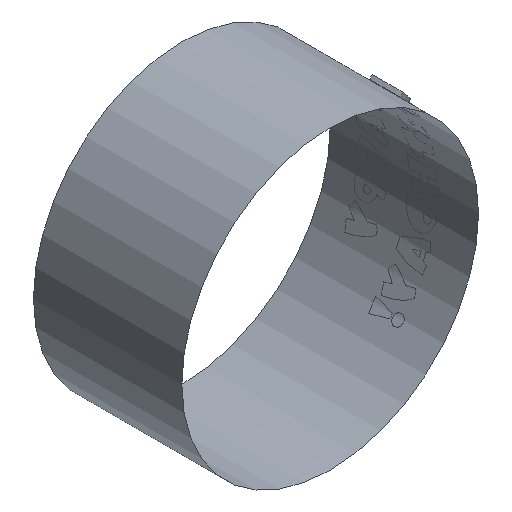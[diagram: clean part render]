
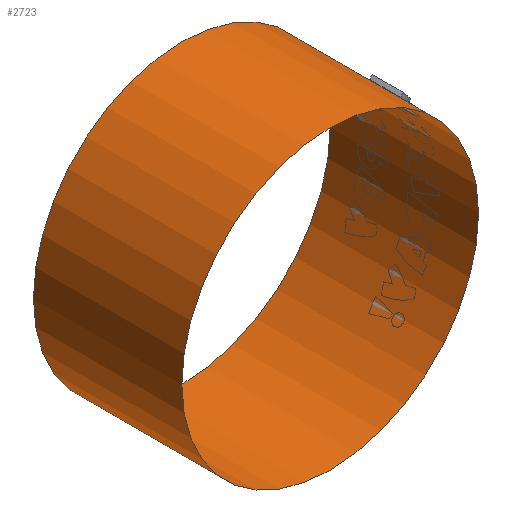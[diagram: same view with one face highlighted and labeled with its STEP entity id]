
A CAD part, isometric view. The second image highlights one B-rep face of the part: STEP entity #2723.
In plain terms, the highlighted cylindrical face has radius 110 mm (diameter 220 mm), a full revolution.
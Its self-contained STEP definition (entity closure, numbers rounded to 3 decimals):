
#38=CIRCLE('',#2798,110.);
#39=CIRCLE('',#2799,110.);
#203=LINE('',#8574,#336);
#336=VECTOR('',#3010,110.);
#629=FACE_OUTER_BOUND('',#808,.T.);
#808=EDGE_LOOP('',(#2526,#2527,#2528,#2529));
#1333=VERTEX_POINT('',#8571);
#1334=VERTEX_POINT('',#8573);
#1731=EDGE_CURVE('',#1333,#1333,#38,.T.);
#1732=EDGE_CURVE('',#1333,#1334,#203,.T.);
#1733=EDGE_CURVE('',#1334,#1334,#39,.T.);
#2526=ORIENTED_EDGE('',*,*,#1731,.T.);
#2527=ORIENTED_EDGE('',*,*,#1732,.T.);
#2528=ORIENTED_EDGE('',*,*,#1733,.T.);
#2529=ORIENTED_EDGE('',*,*,#1732,.F.);
#2560=CYLINDRICAL_SURFACE('',#2797,110.);
#2723=ADVANCED_FACE('',(#629),#2560,.T.);
#2797=AXIS2_PLACEMENT_3D('',#8570,#3006,#3007);
#2798=AXIS2_PLACEMENT_3D('',#8572,#3008,#3009);
#2799=AXIS2_PLACEMENT_3D('',#8575,#3011,#3012);
#3006=DIRECTION('center_axis',(0.,-1.,0.));
#3007=DIRECTION('ref_axis',(0.,0.,1.));
#3008=DIRECTION('center_axis',(0.,1.,0.));
#3009=DIRECTION('ref_axis',(0.,0.,1.));
#3010=DIRECTION('',(0.,1.,0.));
#3011=DIRECTION('center_axis',(0.,-1.,0.));
#3012=DIRECTION('ref_axis',(0.,0.,1.));
#8570=CARTESIAN_POINT('Origin',(0.,55.,0.));
#8571=CARTESIAN_POINT('',(0.,-55.,-110.));
#8572=CARTESIAN_POINT('Origin',(0.,-55.,0.));
#8573=CARTESIAN_POINT('',(0.,55.,-110.));
#8574=CARTESIAN_POINT('',(0.,55.,-110.));
#8575=CARTESIAN_POINT('Origin',(0.,55.,0.));
